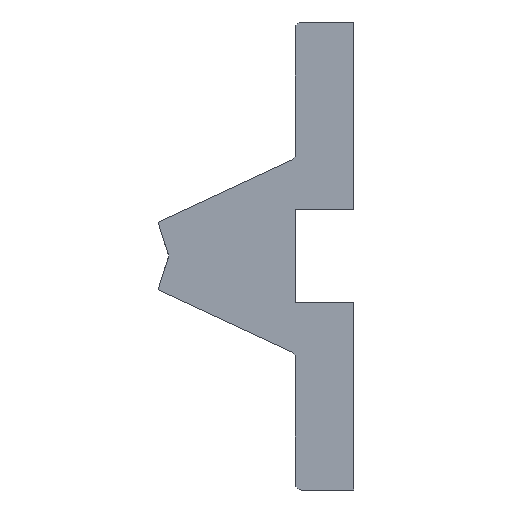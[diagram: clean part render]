
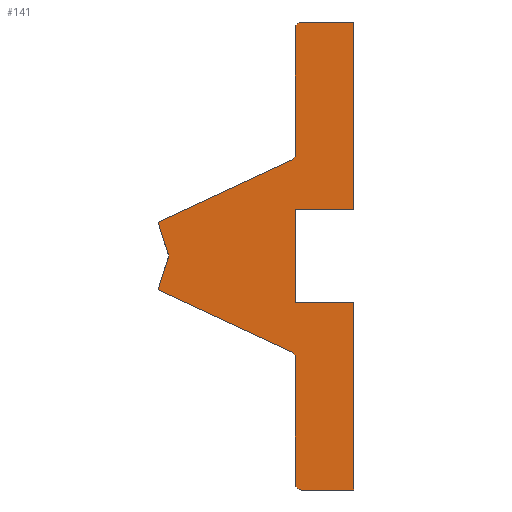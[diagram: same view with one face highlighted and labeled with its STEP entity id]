
A CAD part, left-side view. The second image highlights one B-rep face of the part: STEP entity #141.
In plain terms, the highlighted planar face has unit normal (-1, 0, 0).
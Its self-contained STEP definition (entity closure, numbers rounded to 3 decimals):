
#141 = ADVANCED_FACE( '', ( #315 ), #316, .F. );
#315 = FACE_OUTER_BOUND( '', #489, .T. );
#316 = PLANE( '', #490 );
#489 = EDGE_LOOP( '', ( #1078, #1079, #1080, #1081, #1082, #1083, #1084, #1085, #1086, #1087, #1088, #1089, #1090, #1091, #1092, #1093, #1094 ) );
#490 = AXIS2_PLACEMENT_3D( '', #1095, #1096, #1097 );
#1078 = ORIENTED_EDGE( '', *, *, #1300, .F. );
#1079 = ORIENTED_EDGE( '', *, *, #1259, .F. );
#1080 = ORIENTED_EDGE( '', *, *, #1263, .F. );
#1081 = ORIENTED_EDGE( '', *, *, #1266, .F. );
#1082 = ORIENTED_EDGE( '', *, *, #1269, .F. );
#1083 = ORIENTED_EDGE( '', *, *, #1271, .F. );
#1084 = ORIENTED_EDGE( '', *, *, #1243, .F. );
#1085 = ORIENTED_EDGE( '', *, *, #1250, .F. );
#1086 = ORIENTED_EDGE( '', *, *, #1274, .F. );
#1087 = ORIENTED_EDGE( '', *, *, #1277, .F. );
#1088 = ORIENTED_EDGE( '', *, *, #1280, .F. );
#1089 = ORIENTED_EDGE( '', *, *, #1283, .F. );
#1090 = ORIENTED_EDGE( '', *, *, #1286, .F. );
#1091 = ORIENTED_EDGE( '', *, *, #1289, .F. );
#1092 = ORIENTED_EDGE( '', *, *, #1292, .F. );
#1093 = ORIENTED_EDGE( '', *, *, #1295, .F. );
#1094 = ORIENTED_EDGE( '', *, *, #1298, .F. );
#1095 = CARTESIAN_POINT( '', ( 0., 0., 0. ) );
#1096 = DIRECTION( '', ( 1., 0., 0. ) );
#1097 = DIRECTION( '', ( 0., 0., -1. ) );
#1243 = EDGE_CURVE( '', #1541, #1543, #1544, .T. );
#1250 = EDGE_CURVE( '', #1553, #1541, #1555, .T. );
#1259 = EDGE_CURVE( '', #1565, #1567, #1568, .T. );
#1263 = EDGE_CURVE( '', #1572, #1565, #1574, .T. );
#1266 = EDGE_CURVE( '', #1577, #1572, #1579, .T. );
#1269 = EDGE_CURVE( '', #1582, #1577, #1584, .T. );
#1271 = EDGE_CURVE( '', #1543, #1582, #1586, .T. );
#1274 = EDGE_CURVE( '', #1589, #1553, #1591, .T. );
#1277 = EDGE_CURVE( '', #1594, #1589, #1596, .T. );
#1280 = EDGE_CURVE( '', #1599, #1594, #1601, .T. );
#1283 = EDGE_CURVE( '', #1604, #1599, #1606, .T. );
#1286 = EDGE_CURVE( '', #1609, #1604, #1611, .T. );
#1289 = EDGE_CURVE( '', #1614, #1609, #1616, .T. );
#1292 = EDGE_CURVE( '', #1619, #1614, #1621, .T. );
#1295 = EDGE_CURVE( '', #1624, #1619, #1626, .T. );
#1298 = EDGE_CURVE( '', #1629, #1624, #1631, .T. );
#1300 = EDGE_CURVE( '', #1567, #1629, #1633, .T. );
#1541 = VERTEX_POINT( '', #1929 );
#1543 = VERTEX_POINT( '', #1932 );
#1544 = LINE( '', #1933, #1934 );
#1553 = VERTEX_POINT( '', #1947 );
#1555 = LINE( '', #1950, #1951 );
#1565 = VERTEX_POINT( '', #1962 );
#1567 = VERTEX_POINT( '', #1965 );
#1568 = LINE( '', #1966, #1967 );
#1572 = VERTEX_POINT( '', #1972 );
#1574 = CIRCLE( '', #1975, 0.5 );
#1577 = VERTEX_POINT( '', #1979 );
#1579 = LINE( '', #1982, #1983 );
#1582 = VERTEX_POINT( '', #1986 );
#1584 = CIRCLE( '', #1989, 0.5 );
#1586 = LINE( '', #1992, #1993 );
#1589 = VERTEX_POINT( '', #1997 );
#1591 = LINE( '', #2000, #2001 );
#1594 = VERTEX_POINT( '', #2004 );
#1596 = CIRCLE( '', #2007, 0.5 );
#1599 = VERTEX_POINT( '', #2011 );
#1601 = LINE( '', #2014, #2015 );
#1604 = VERTEX_POINT( '', #2018 );
#1606 = CIRCLE( '', #2021, 0.5 );
#1609 = VERTEX_POINT( '', #2025 );
#1611 = LINE( '', #2028, #2029 );
#1614 = VERTEX_POINT( '', #2033 );
#1616 = LINE( '', #2036, #2037 );
#1619 = VERTEX_POINT( '', #2041 );
#1621 = LINE( '', #2044, #2045 );
#1624 = VERTEX_POINT( '', #2049 );
#1626 = LINE( '', #2052, #2053 );
#1629 = VERTEX_POINT( '', #2057 );
#1631 = LINE( '', #2060, #2061 );
#1633 = LINE( '', #2064, #2065 );
#1929 = CARTESIAN_POINT( '', ( 0., 15.833, 0. ) );
#1932 = CARTESIAN_POINT( '', ( 0., 16.747, 2.9 ) );
#1933 = CARTESIAN_POINT( '', ( 0., 15.833, 0. ) );
#1934 = VECTOR( '', #2389, 1. );
#1947 = CARTESIAN_POINT( '', ( 0., 16.747, -2.9 ) );
#1950 = CARTESIAN_POINT( '', ( 0., 16.747, -2.9 ) );
#1951 = VECTOR( '', #2398, 1. );
#1962 = CARTESIAN_POINT( '', ( 0., 4.5, 20. ) );
#1965 = CARTESIAN_POINT( '', ( 0., 0., 20. ) );
#1966 = CARTESIAN_POINT( '', ( 0., 4.5, 20. ) );
#1967 = VECTOR( '', #2419, 1. );
#1972 = CARTESIAN_POINT( '', ( 0., 5., 19.5 ) );
#1975 = AXIS2_PLACEMENT_3D( '', #2425, #2426, #2427 );
#1979 = CARTESIAN_POINT( '', ( 0., 5., 8.696 ) );
#1982 = CARTESIAN_POINT( '', ( 0., 5., 8.696 ) );
#1983 = VECTOR( '', #2430, 1. );
#1986 = CARTESIAN_POINT( '', ( 0., 5.289, 8.243 ) );
#1989 = AXIS2_PLACEMENT_3D( '', #2435, #2436, #2437 );
#1992 = CARTESIAN_POINT( '', ( 0., 16.747, 2.9 ) );
#1993 = VECTOR( '', #2439, 1. );
#1997 = CARTESIAN_POINT( '', ( 0., 5.289, -8.243 ) );
#2000 = CARTESIAN_POINT( '', ( 0., 5.289, -8.243 ) );
#2001 = VECTOR( '', #2442, 1. );
#2004 = CARTESIAN_POINT( '', ( 0., 5., -8.696 ) );
#2007 = AXIS2_PLACEMENT_3D( '', #2447, #2448, #2449 );
#2011 = CARTESIAN_POINT( '', ( 0., 5., -19.5 ) );
#2014 = CARTESIAN_POINT( '', ( 0., 5., -19.5 ) );
#2015 = VECTOR( '', #2452, 1. );
#2018 = CARTESIAN_POINT( '', ( 0., 4.5, -20. ) );
#2021 = AXIS2_PLACEMENT_3D( '', #2457, #2458, #2459 );
#2025 = CARTESIAN_POINT( '', ( 0., 0., -20. ) );
#2028 = CARTESIAN_POINT( '', ( 0., 0., -20. ) );
#2029 = VECTOR( '', #2462, 1. );
#2033 = CARTESIAN_POINT( '', ( 0., 0., -4. ) );
#2036 = CARTESIAN_POINT( '', ( 0., 0., -4. ) );
#2037 = VECTOR( '', #2465, 1. );
#2041 = CARTESIAN_POINT( '', ( 0., 5., -4. ) );
#2044 = CARTESIAN_POINT( '', ( 0., 5., -4. ) );
#2045 = VECTOR( '', #2468, 1. );
#2049 = CARTESIAN_POINT( '', ( 0., 5., 4. ) );
#2052 = CARTESIAN_POINT( '', ( 0., 5., 4. ) );
#2053 = VECTOR( '', #2471, 1. );
#2057 = CARTESIAN_POINT( '', ( 0., 0., 4. ) );
#2060 = CARTESIAN_POINT( '', ( 0., 0., 4. ) );
#2061 = VECTOR( '', #2474, 1. );
#2064 = CARTESIAN_POINT( '', ( 0., 0., 20. ) );
#2065 = VECTOR( '', #2476, 1. );
#2389 = DIRECTION( '', ( 0., 0.301, 0.954 ) );
#2398 = DIRECTION( '', ( 0., -0.301, 0.954 ) );
#2419 = DIRECTION( '', ( 0., -1., 0. ) );
#2425 = CARTESIAN_POINT( '', ( 0., 4.5, 19.5 ) );
#2426 = DIRECTION( '', ( 1., 0., 0. ) );
#2427 = DIRECTION( '', ( 0., 1., 0. ) );
#2430 = DIRECTION( '', ( 0., 0., 1. ) );
#2435 = CARTESIAN_POINT( '', ( 0., 5.5, 8.696 ) );
#2436 = DIRECTION( '', ( -1., 0., 0. ) );
#2437 = DIRECTION( '', ( 0., -0.423, -0.906 ) );
#2439 = DIRECTION( '', ( 0., -0.906, 0.423 ) );
#2442 = DIRECTION( '', ( 0., 0.906, 0.423 ) );
#2447 = CARTESIAN_POINT( '', ( 0., 5.5, -8.696 ) );
#2448 = DIRECTION( '', ( -1., 0., 0. ) );
#2449 = DIRECTION( '', ( 0., -1., 0. ) );
#2452 = DIRECTION( '', ( 0., 0., 1. ) );
#2457 = CARTESIAN_POINT( '', ( 0., 4.5, -19.5 ) );
#2458 = DIRECTION( '', ( 1., 0., 0. ) );
#2459 = DIRECTION( '', ( 0., 0., -1. ) );
#2462 = DIRECTION( '', ( 0., 1., 0. ) );
#2465 = DIRECTION( '', ( 0., 0., -1. ) );
#2468 = DIRECTION( '', ( 0., -1., 0. ) );
#2471 = DIRECTION( '', ( 0., 0., -1. ) );
#2474 = DIRECTION( '', ( 0., 1., 0. ) );
#2476 = DIRECTION( '', ( 0., 0., -1. ) );
